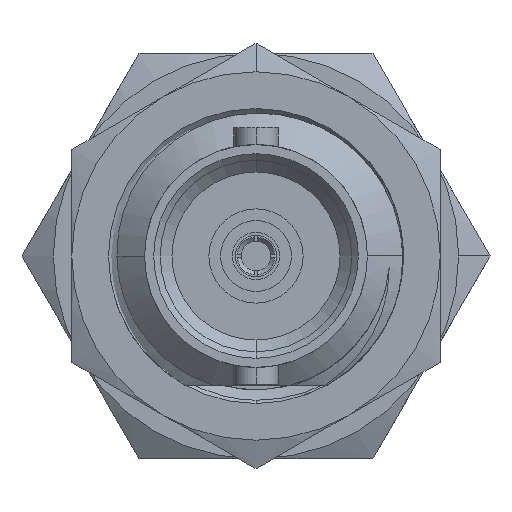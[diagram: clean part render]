
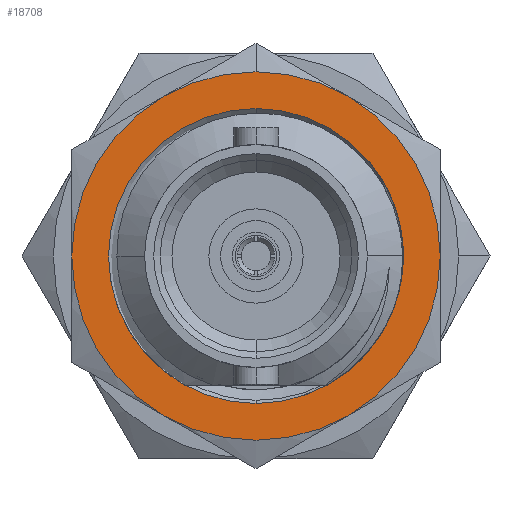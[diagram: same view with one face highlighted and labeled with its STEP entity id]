
A CAD part, left-side view. The second image highlights one B-rep face of the part: STEP entity #18708.
In plain terms, the highlighted planar face has unit normal (-1, 0, 0).
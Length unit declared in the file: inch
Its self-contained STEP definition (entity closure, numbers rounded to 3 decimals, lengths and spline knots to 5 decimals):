
#869 = EDGE_CURVE ( 'NONE', #10982, #17790, #15740, .T. ) ;
#966 = CARTESIAN_POINT ( 'NONE',  ( 0.573, -0.3125, 0. ) ) ;
#1147 = VERTEX_POINT ( 'NONE', #5023 ) ;
#1285 = VERTEX_POINT ( 'NONE', #20571 ) ;
#1320 = CARTESIAN_POINT ( 'NONE',  ( 0.573, 0., 0. ) ) ;
#1604 = VERTEX_POINT ( 'NONE', #966 ) ;
#1805 = CARTESIAN_POINT ( 'NONE',  ( 0.573, 0., 0.25015 ) ) ;
#1855 = CIRCLE ( 'NONE', #18755, 0.3125 ) ;
#1881 = ORIENTED_EDGE ( 'NONE', *, *, #16838, .T. ) ;
#1919 = ORIENTED_EDGE ( 'NONE', *, *, #20242, .T. ) ;
#1974 = AXIS2_PLACEMENT_3D ( 'NONE', #6047, #9252, #20354 ) ;
#2324 = ORIENTED_EDGE ( 'NONE', *, *, #869, .T. ) ;
#2648 = VERTEX_POINT ( 'NONE', #20121 ) ;
#2837 = EDGE_LOOP ( 'NONE', ( #10727, #4833 ) ) ;
#2904 = AXIS2_PLACEMENT_3D ( 'NONE', #7214, #7288, #19842 ) ;
#2906 = CIRCLE ( 'NONE', #8887, 0.25015 ) ;
#2952 = VERTEX_POINT ( 'NONE', #3309 ) ;
#3309 = CARTESIAN_POINT ( 'NONE',  ( 0.573, 0.15625, 0.27063 ) ) ;
#3942 = CIRCLE ( 'NONE', #17970, 0.3125 ) ;
#4083 = AXIS2_PLACEMENT_3D ( 'NONE', #9286, #15314, #6012 ) ;
#4153 = CARTESIAN_POINT ( 'NONE',  ( 0.573, 0.3125, 0. ) ) ;
#4367 = AXIS2_PLACEMENT_3D ( 'NONE', #1320, #9393, #7654 ) ;
#4376 = ORIENTED_EDGE ( 'NONE', *, *, #5737, .T. ) ;
#4593 = FACE_BOUND ( 'NONE', #2837, .T. ) ;
#4833 = ORIENTED_EDGE ( 'NONE', *, *, #15103, .F. ) ;
#5023 = CARTESIAN_POINT ( 'NONE',  ( 0.573, 0., -0.25015 ) ) ;
#5348 = DIRECTION ( 'NONE',  ( 0., 0., 1. ) ) ;
#5737 = EDGE_CURVE ( 'NONE', #2952, #10982, #17942, .T. ) ;
#6012 = DIRECTION ( 'NONE',  ( 0., 0., 1. ) ) ;
#6047 = CARTESIAN_POINT ( 'NONE',  ( 0.573, 0., 0. ) ) ;
#6099 = EDGE_LOOP ( 'NONE', ( #1919, #15550, #4376, #2324, #1881, #9746, #8516 ) ) ;
#6413 = CARTESIAN_POINT ( 'NONE',  ( 0.573, 0., 0. ) ) ;
#6463 = AXIS2_PLACEMENT_3D ( 'NONE', #10103, #16393, #5348 ) ;
#7214 = CARTESIAN_POINT ( 'NONE',  ( 0.573, 0., 0. ) ) ;
#7288 = DIRECTION ( 'NONE',  ( -1., 0., 0. ) ) ;
#7387 = CIRCLE ( 'NONE', #1974, 0.3125 ) ;
#7485 = VERTEX_POINT ( 'NONE', #8635 ) ;
#7654 = DIRECTION ( 'NONE',  ( 0., 0., 1. ) ) ;
#8186 = CIRCLE ( 'NONE', #17005, 0.3125 ) ;
#8516 = ORIENTED_EDGE ( 'NONE', *, *, #18155, .T. ) ;
#8635 = CARTESIAN_POINT ( 'NONE',  ( 0.573, 0., 0.3125 ) ) ;
#8887 = AXIS2_PLACEMENT_3D ( 'NONE', #13185, #12002, #13661 ) ;
#9039 = VERTEX_POINT ( 'NONE', #1805 ) ;
#9110 = FACE_OUTER_BOUND ( 'NONE', #6099, .T. ) ;
#9252 = DIRECTION ( 'NONE',  ( -1., 0., 0. ) ) ;
#9286 = CARTESIAN_POINT ( 'NONE',  ( 0.573, 0., 0. ) ) ;
#9393 = DIRECTION ( 'NONE',  ( -1., 0., 0. ) ) ;
#9395 = EDGE_CURVE ( 'NONE', #1147, #9039, #13187, .T. ) ;
#9497 = DIRECTION ( 'NONE',  ( 0., 0., 1. ) ) ;
#9746 = ORIENTED_EDGE ( 'NONE', *, *, #11021, .T. ) ;
#10103 = CARTESIAN_POINT ( 'NONE',  ( 0.573, 0., 0. ) ) ;
#10115 = CIRCLE ( 'NONE', #4367, 0.3125 ) ;
#10727 = ORIENTED_EDGE ( 'NONE', *, *, #9395, .F. ) ;
#10982 = VERTEX_POINT ( 'NONE', #4153 ) ;
#11021 = EDGE_CURVE ( 'NONE', #2648, #1604, #8186, .T. ) ;
#11318 = DIRECTION ( 'NONE',  ( -1., 0., 0. ) ) ;
#12002 = DIRECTION ( 'NONE',  ( -1., 0., 0. ) ) ;
#13185 = CARTESIAN_POINT ( 'NONE',  ( 0.573, 0., 0. ) ) ;
#13187 = CIRCLE ( 'NONE', #4083, 0.25015 ) ;
#13661 = DIRECTION ( 'NONE',  ( 0., 0., 1. ) ) ;
#13806 = EDGE_CURVE ( 'NONE', #7485, #2952, #3942, .T. ) ;
#15103 = EDGE_CURVE ( 'NONE', #9039, #1147, #2906, .T. ) ;
#15314 = DIRECTION ( 'NONE',  ( -1., 0., 0. ) ) ;
#15341 = AXIS2_PLACEMENT_3D ( 'NONE', #20609, #11318, #20538 ) ;
#15550 = ORIENTED_EDGE ( 'NONE', *, *, #13806, .T. ) ;
#15603 = DIRECTION ( 'NONE',  ( 0., 0., 1. ) ) ;
#15740 = CIRCLE ( 'NONE', #15341, 0.3125 ) ;
#16301 = CARTESIAN_POINT ( 'NONE',  ( 0.573, 0.15625, -0.27063 ) ) ;
#16393 = DIRECTION ( 'NONE',  ( -1., 0., 0. ) ) ;
#16784 = PLANE ( 'NONE',  #2904 ) ;
#16838 = EDGE_CURVE ( 'NONE', #17790, #2648, #7387, .T. ) ;
#17005 = AXIS2_PLACEMENT_3D ( 'NONE', #20263, #18723, #15603 ) ;
#17790 = VERTEX_POINT ( 'NONE', #16301 ) ;
#17878 = DIRECTION ( 'NONE',  ( 0., 0., 1. ) ) ;
#17942 = CIRCLE ( 'NONE', #6463, 0.3125 ) ;
#17947 = DIRECTION ( 'NONE',  ( -1., 0., 0. ) ) ;
#17970 = AXIS2_PLACEMENT_3D ( 'NONE', #19051, #18985, #9497 ) ;
#18155 = EDGE_CURVE ( 'NONE', #1604, #1285, #10115, .T. ) ;
#18708 = ADVANCED_FACE ( 'NONE', ( #4593, #9110 ), #16784, .T. ) ;
#18723 = DIRECTION ( 'NONE',  ( -1., 0., 0. ) ) ;
#18755 = AXIS2_PLACEMENT_3D ( 'NONE', #6413, #17947, #17878 ) ;
#18985 = DIRECTION ( 'NONE',  ( -1., 0., 0. ) ) ;
#19051 = CARTESIAN_POINT ( 'NONE',  ( 0.573, 0., 0. ) ) ;
#19842 = DIRECTION ( 'NONE',  ( 0., 0., 1. ) ) ;
#20121 = CARTESIAN_POINT ( 'NONE',  ( 0.573, -0.15625, -0.27063 ) ) ;
#20242 = EDGE_CURVE ( 'NONE', #1285, #7485, #1855, .T. ) ;
#20263 = CARTESIAN_POINT ( 'NONE',  ( 0.573, 0., 0. ) ) ;
#20354 = DIRECTION ( 'NONE',  ( 0., 0., 1. ) ) ;
#20538 = DIRECTION ( 'NONE',  ( 0., 0., 1. ) ) ;
#20571 = CARTESIAN_POINT ( 'NONE',  ( 0.573, -0.15625, 0.27063 ) ) ;
#20609 = CARTESIAN_POINT ( 'NONE',  ( 0.573, 0., 0. ) ) ;
